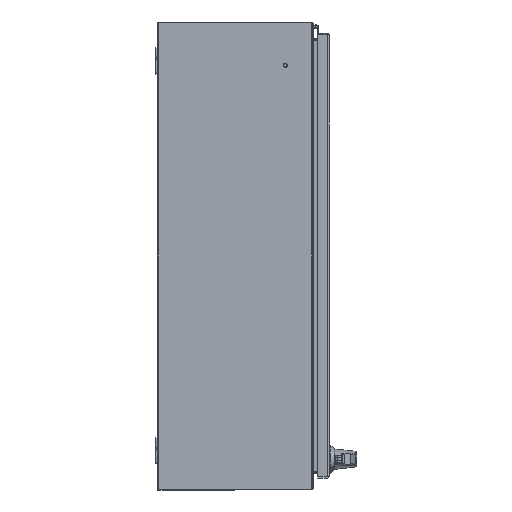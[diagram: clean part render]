
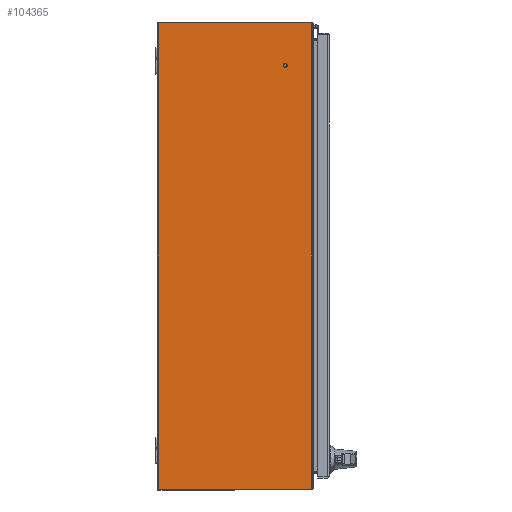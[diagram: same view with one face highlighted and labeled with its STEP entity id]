
A CAD part, front view. The second image highlights one B-rep face of the part: STEP entity #104365.
In plain terms, the highlighted face is planar.
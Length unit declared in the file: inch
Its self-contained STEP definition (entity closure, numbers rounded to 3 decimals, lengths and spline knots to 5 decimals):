
#3873 = DIRECTION ( 'NONE',  ( 0., -1., 0. ) ) ;
#7274 = FACE_OUTER_BOUND ( 'NONE', #32479, .T. ) ;
#10415 = VERTEX_POINT ( 'NONE', #80569 ) ;
#13407 = VECTOR ( 'NONE', #27687, 39.37008 ) ;
#17947 = EDGE_CURVE ( 'NONE', #34127, #30960, #53374, .T. ) ;
#18585 = CARTESIAN_POINT ( 'NONE',  ( -17.928, -0.108, -18. ) ) ;
#19159 = VERTEX_POINT ( 'NONE', #18585 ) ;
#21128 = CARTESIAN_POINT ( 'NONE',  ( 17.928, -11.892, -18. ) ) ;
#23551 = VECTOR ( 'NONE', #3873, 39.37008 ) ;
#25917 = DIRECTION ( 'NONE',  ( 1., 0., 0. ) ) ;
#27687 = DIRECTION ( 'NONE',  ( 0., 1., 0. ) ) ;
#30960 = VERTEX_POINT ( 'NONE', #21128 ) ;
#32479 = EDGE_LOOP ( 'NONE', ( #55090, #47593, #75948, #93757 ) ) ;
#32820 = VECTOR ( 'NONE', #78005, 39.37008 ) ;
#33495 = VECTOR ( 'NONE', #57639, 39.37008 ) ;
#34127 = VERTEX_POINT ( 'NONE', #107210 ) ;
#38708 = LINE ( 'NONE', #99971, #23551 ) ;
#47593 = ORIENTED_EDGE ( 'NONE', *, *, #49793, .T. ) ;
#49793 = EDGE_CURVE ( 'NONE', #10415, #30960, #38708, .T. ) ;
#53374 = LINE ( 'NONE', #59687, #32820 ) ;
#53722 = CARTESIAN_POINT ( 'NONE',  ( -17.928, 0., -18. ) ) ;
#55090 = ORIENTED_EDGE ( 'NONE', *, *, #63577, .F. ) ;
#57639 = DIRECTION ( 'NONE',  ( -1., 0., 0. ) ) ;
#59687 = CARTESIAN_POINT ( 'NONE',  ( 17.928, -11.892, -18. ) ) ;
#60725 = CARTESIAN_POINT ( 'NONE',  ( 17.928, -12., -18. ) ) ;
#63577 = EDGE_CURVE ( 'NONE', #10415, #19159, #103338, .T. ) ;
#63930 = EDGE_CURVE ( 'NONE', #34127, #19159, #66908, .T. ) ;
#66908 = LINE ( 'NONE', #53722, #13407 ) ;
#69156 = DIRECTION ( 'NONE',  ( 0., 0., 1. ) ) ;
#75948 = ORIENTED_EDGE ( 'NONE', *, *, #17947, .F. ) ;
#78005 = DIRECTION ( 'NONE',  ( 1., 0., 0. ) ) ;
#80569 = CARTESIAN_POINT ( 'NONE',  ( 17.928, -0.108, -18. ) ) ;
#84730 = CARTESIAN_POINT ( 'NONE',  ( 17.928, -0.108, -18. ) ) ;
#93757 = ORIENTED_EDGE ( 'NONE', *, *, #63930, .T. ) ;
#99971 = CARTESIAN_POINT ( 'NONE',  ( 17.928, -0.072, -18. ) ) ;
#103222 = AXIS2_PLACEMENT_3D ( 'NONE', #60725, #69156, #25917 ) ;
#103338 = LINE ( 'NONE', #84730, #33495 ) ;
#104365 = ADVANCED_FACE ( 'NONE', ( #7274 ), #113584, .F. ) ;
#107210 = CARTESIAN_POINT ( 'NONE',  ( -17.928, -11.892, -18. ) ) ;
#113584 = PLANE ( 'NONE',  #103222 ) ;
